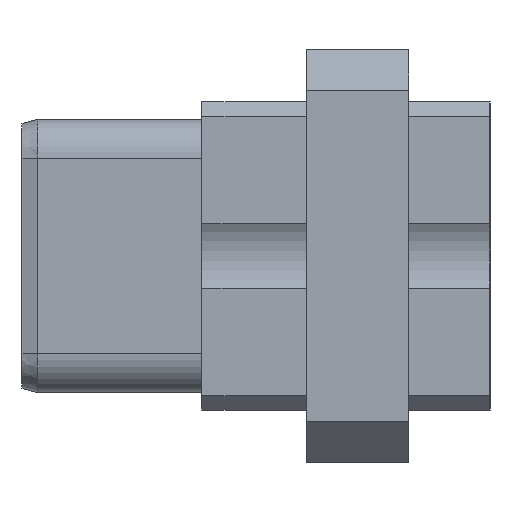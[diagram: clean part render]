
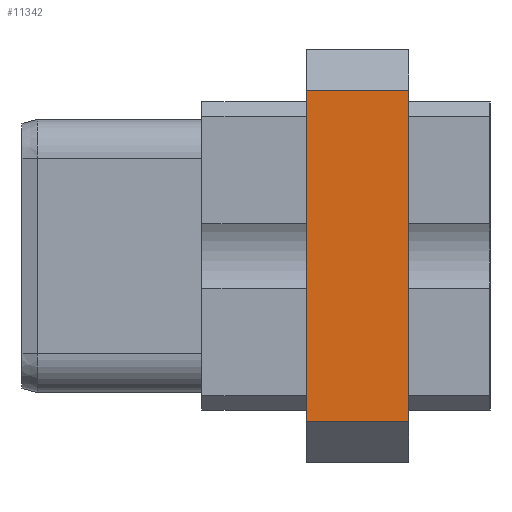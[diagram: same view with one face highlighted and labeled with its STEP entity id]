
A CAD part, left-side view. The second image highlights one B-rep face of the part: STEP entity #11342.
In plain terms, the highlighted planar face has unit normal (-1, 0, 0).
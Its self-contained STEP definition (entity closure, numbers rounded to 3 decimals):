
#295=DIRECTION('',(0.,-1.,0.));
#296=VECTOR('',#295,5.028);
#297=CARTESIAN_POINT('',(-43.964,-5.126,-8.15));
#298=LINE('',#297,#296);
#303=DIRECTION('',(0.,0.,-1.));
#304=VECTOR('',#303,16.3);
#305=CARTESIAN_POINT('',(-43.964,-10.154,8.15));
#306=LINE('',#305,#304);
#307=DIRECTION('',(0.,-1.,0.));
#308=VECTOR('',#307,5.028);
#309=CARTESIAN_POINT('',(-43.964,-5.126,8.15));
#310=LINE('',#309,#308);
#335=DIRECTION('',(0.,0.,-1.));
#336=VECTOR('',#335,16.3);
#337=CARTESIAN_POINT('',(-43.964,-5.126,8.15));
#338=LINE('',#337,#336);
#9396=CARTESIAN_POINT('',(-43.964,-10.154,8.15));
#9398=VERTEX_POINT('',#9396);
#9399=CARTESIAN_POINT('',(-43.964,-10.154,-8.15));
#9401=VERTEX_POINT('',#9399);
#9412=CARTESIAN_POINT('',(-43.964,-5.126,8.15));
#9414=VERTEX_POINT('',#9412);
#9415=CARTESIAN_POINT('',(-43.964,-5.126,-8.15));
#9417=VERTEX_POINT('',#9415);
#11329=CARTESIAN_POINT('',(-43.964,-5.65,-10.14));
#11330=DIRECTION('',(-1.,0.,0.));
#11331=DIRECTION('',(0.,0.,1.));
#11332=AXIS2_PLACEMENT_3D('',#11329,#11330,#11331);
#11333=PLANE('',#11332);
#11334=ORIENTED_EDGE('',*,*,#11267,.T.);
#11335=ORIENTED_EDGE('',*,*,#11320,.F.);
#11337=ORIENTED_EDGE('',*,*,#11336,.F.);
#11339=ORIENTED_EDGE('',*,*,#11338,.T.);
#11340=EDGE_LOOP('',(#11334,#11335,#11337,#11339));
#11341=FACE_OUTER_BOUND('',#11340,.F.);
#11342=ADVANCED_FACE('',(#11341),#11333,.T.);
#11267=EDGE_CURVE('',#9398,#9401,#306,.T.);
#11320=EDGE_CURVE('',#9417,#9401,#298,.T.);
#11336=EDGE_CURVE('',#9414,#9417,#338,.T.);
#11338=EDGE_CURVE('',#9414,#9398,#310,.T.);
